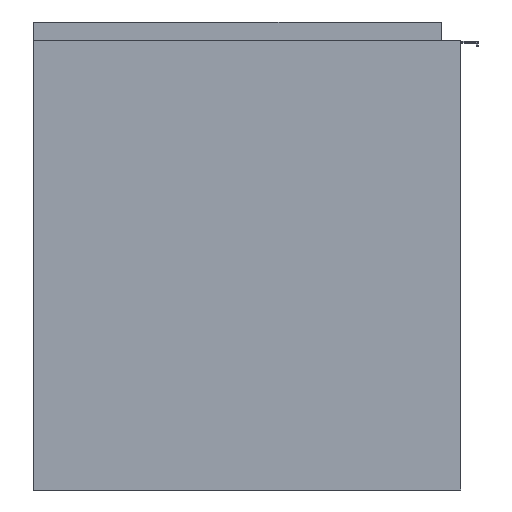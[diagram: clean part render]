
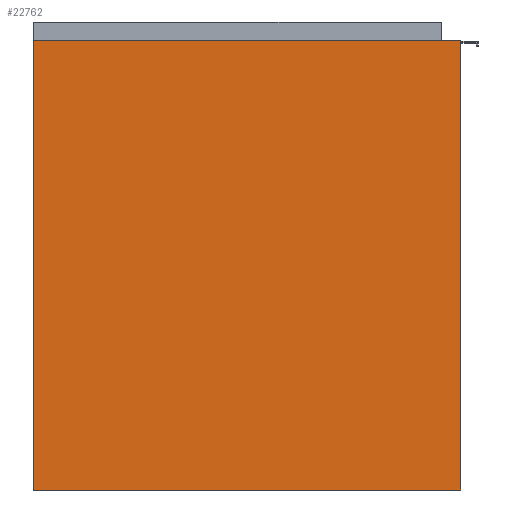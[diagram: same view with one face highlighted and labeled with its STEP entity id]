
A CAD part, left-side view. The second image highlights one B-rep face of the part: STEP entity #22762.
In plain terms, the highlighted planar face has unit normal (-1, 0, 0).
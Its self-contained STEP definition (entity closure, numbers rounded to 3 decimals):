
#2770=FACE_OUTER_BOUND('',#4135,.T.);
#4135=EDGE_LOOP('',(#19972,#19973,#19974,#19975));
#6504=LINE('',#36969,#8848);
#6508=LINE('',#36977,#8852);
#6511=LINE('',#36983,#8855);
#6514=LINE('',#36988,#8858);
#8848=VECTOR('',#30365,391.5);
#8852=VECTOR('',#30371,412.);
#8855=VECTOR('',#30376,391.5);
#8858=VECTOR('',#30381,412.);
#10906=VERTEX_POINT('',#36967);
#10907=VERTEX_POINT('',#36968);
#10910=VERTEX_POINT('',#36976);
#10912=VERTEX_POINT('',#36982);
#13963=EDGE_CURVE('',#10906,#10907,#6504,.T.);
#13967=EDGE_CURVE('',#10910,#10906,#6508,.T.);
#13970=EDGE_CURVE('',#10912,#10910,#6511,.T.);
#13973=EDGE_CURVE('',#10907,#10912,#6514,.T.);
#19972=ORIENTED_EDGE('',*,*,#13973,.F.);
#19973=ORIENTED_EDGE('',*,*,#13963,.F.);
#19974=ORIENTED_EDGE('',*,*,#13967,.F.);
#19975=ORIENTED_EDGE('',*,*,#13970,.F.);
#21688=PLANE('',#24631);
#22762=ADVANCED_FACE('',(#2770),#21688,.F.);
#24631=AXIS2_PLACEMENT_3D('',#36991,#30385,#30386);
#30365=DIRECTION('',(0.,1.,0.));
#30371=DIRECTION('',(0.,0.,-1.));
#30376=DIRECTION('',(0.,-1.,0.));
#30381=DIRECTION('',(0.,0.,1.));
#30385=DIRECTION('center_axis',(1.,0.,0.));
#30386=DIRECTION('ref_axis',(0.,0.,-1.));
#36967=CARTESIAN_POINT('',(0.,0.,0.));
#36968=CARTESIAN_POINT('',(0.,391.5,0.));
#36969=CARTESIAN_POINT('',(0.,0.,0.));
#36976=CARTESIAN_POINT('',(0.,0.,412.));
#36977=CARTESIAN_POINT('',(0.,0.,412.));
#36982=CARTESIAN_POINT('',(0.,391.5,412.));
#36983=CARTESIAN_POINT('',(0.,391.5,412.));
#36988=CARTESIAN_POINT('',(0.,391.5,0.));
#36991=CARTESIAN_POINT('Origin',(0.,195.75,206.));
